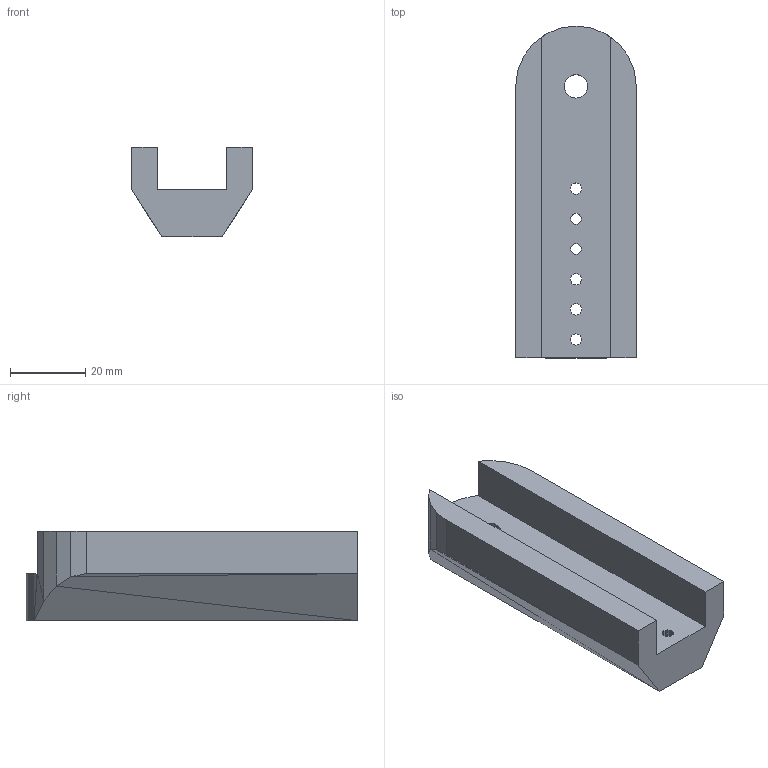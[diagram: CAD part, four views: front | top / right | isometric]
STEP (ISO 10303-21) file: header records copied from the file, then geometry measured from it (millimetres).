
FILE_DESCRIPTION(('FreeCAD Model'),'2;1');
FILE_NAME('Open CASCADE Shape Model','2025-06-15T10:08:53',(''),(''), 'Open CASCADE STEP processor 7.8','FreeCAD','Unknown');
FILE_SCHEMA(('AUTOMOTIVE_DESIGN { 1 0 10303 214 1 1 1 1 }'));
Length unit declared in the file: millimetre
Products named in the file (1): Adapter002 (Solid)001
Bounding box: 32 x 88 x 23.7 mm (x, y, z)
Volume: 36926.6 mm3; surface area: 12173.1 mm2
Topology: 1 solids, 1 shells, 353 faces, 1011 edges, 666 vertices
Faces by surface type: plane 353
Entity records: 24446 total; most frequent: CARTESIAN_POINT 4053, DIRECTION 3741, LINE 3033, VECTOR 3033, ORIENTED_EDGE 2022, PCURVE 2022, DEFINITIONAL_REPRESENTATION 2022, EDGE_CURVE 1011
